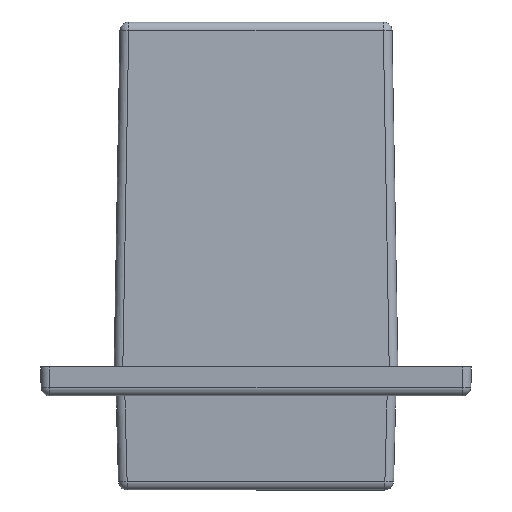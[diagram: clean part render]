
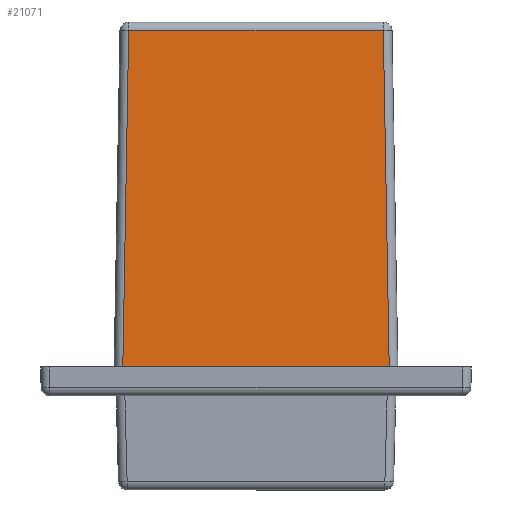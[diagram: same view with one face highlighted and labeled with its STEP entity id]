
A CAD part, left-side view. The second image highlights one B-rep face of the part: STEP entity #21071.
In plain terms, the highlighted planar face has unit normal (-1, 0, 0.018).
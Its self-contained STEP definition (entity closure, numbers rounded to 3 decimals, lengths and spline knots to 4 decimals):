
#5776 = CARTESIAN_POINT ( 'NONE',  ( -0.3164, -0.1991, 0.8299 ) ) ;
#9095 = DIRECTION ( 'NONE',  ( 0., 1., 0. ) ) ;
#14559 = VERTEX_POINT ( 'NONE', #50859 ) ;
#16017 = LINE ( 'NONE', #26665, #31397 ) ;
#18088 = CARTESIAN_POINT ( 'NONE',  ( -0.3367, 0.7007, -0.3298 ) ) ;
#21071 = ADVANCED_FACE ( 'NONE', ( #116269 ), #87804, .T. ) ;
#23962 = VERTEX_POINT ( 'NONE', #56582 ) ;
#25355 = DIRECTION ( 'NONE',  ( -1., 0., 0.017 ) ) ;
#26665 = CARTESIAN_POINT ( 'NONE',  ( -0.3367, -0.2298, -0.3298 ) ) ;
#28096 = LINE ( 'NONE', #28681, #108291 ) ;
#28681 = CARTESIAN_POINT ( 'NONE',  ( -0.3164, 0.7099, 0.8299 ) ) ;
#31167 = EDGE_CURVE ( 'NONE', #23962, #41292, #16017, .T. ) ;
#31397 = VECTOR ( 'NONE', #64080, 39.3701 ) ;
#36205 = EDGE_CURVE ( 'NONE', #23962, #61896, #105917, .T. ) ;
#41292 = VERTEX_POINT ( 'NONE', #18088 ) ;
#45790 = LINE ( 'NONE', #78386, #46175 ) ;
#45947 = EDGE_LOOP ( 'NONE', ( #78439, #98627, #99846, #106032 ) ) ;
#46175 = VECTOR ( 'NONE', #85564, 39.3701 ) ;
#50859 = CARTESIAN_POINT ( 'NONE',  ( -0.3164, 0.6804, 0.8299 ) ) ;
#52113 = DIRECTION ( 'NONE',  ( -0.017, 0., -1. ) ) ;
#52423 = DIRECTION ( 'NONE',  ( 0.017, 0.017, 1. ) ) ;
#56582 = CARTESIAN_POINT ( 'NONE',  ( -0.3367, -0.2193, -0.3298 ) ) ;
#61896 = VERTEX_POINT ( 'NONE', #5776 ) ;
#64080 = DIRECTION ( 'NONE',  ( 0., 1., 0. ) ) ;
#69936 = CARTESIAN_POINT ( 'NONE',  ( -0.3171, -0.2298, 0.7893 ) ) ;
#71405 = CARTESIAN_POINT ( 'NONE',  ( -0.3171, -0.1998, 0.7888 ) ) ;
#78386 = CARTESIAN_POINT ( 'NONE',  ( -0.3367, 0.7007, -0.3303 ) ) ;
#78439 = ORIENTED_EDGE ( 'NONE', *, *, #99540, .T. ) ;
#84503 = EDGE_CURVE ( 'NONE', #14559, #41292, #45790, .T. ) ;
#85564 = DIRECTION ( 'NONE',  ( -0.017, 0.017, -1. ) ) ;
#87804 = PLANE ( 'NONE',  #96166 ) ;
#88353 = VECTOR ( 'NONE', #52423, 39.3701 ) ;
#96166 = AXIS2_PLACEMENT_3D ( 'NONE', #69936, #25355, #52113 ) ;
#98627 = ORIENTED_EDGE ( 'NONE', *, *, #84503, .T. ) ;
#99540 = EDGE_CURVE ( 'NONE', #61896, #14559, #28096, .T. ) ;
#99846 = ORIENTED_EDGE ( 'NONE', *, *, #31167, .F. ) ;
#105917 = LINE ( 'NONE', #71405, #88353 ) ;
#106032 = ORIENTED_EDGE ( 'NONE', *, *, #36205, .T. ) ;
#108291 = VECTOR ( 'NONE', #9095, 39.3701 ) ;
#116269 = FACE_OUTER_BOUND ( 'NONE', #45947, .T. ) ;
